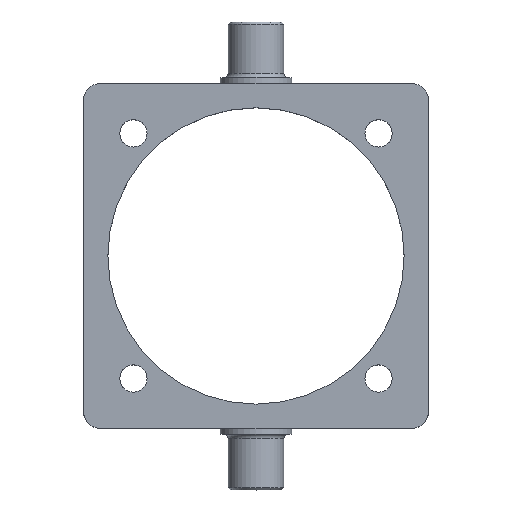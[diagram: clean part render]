
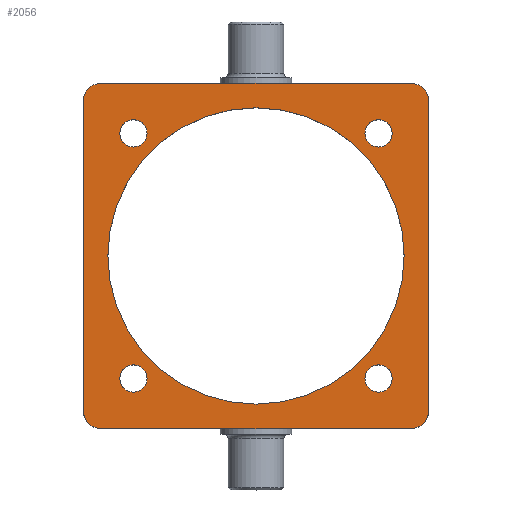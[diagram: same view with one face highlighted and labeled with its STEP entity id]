
A CAD part, top view. The second image highlights one B-rep face of the part: STEP entity #2056.
In plain terms, the highlighted planar face has unit normal (0, 0, 1).
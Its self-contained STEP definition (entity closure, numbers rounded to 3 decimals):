
#140=CARTESIAN_POINT('',(-77.5,-69.5,16.0));
#141=VERTEX_POINT('',#140);
#150=CARTESIAN_POINT('',(-77.5,69.5,16.0));
#151=VERTEX_POINT('',#150);
#152=CARTESIAN_POINT('',(-77.5,-69.5,16.0));
#153=DIRECTION('',(0.0,1.0,0.0));
#154=VECTOR('',#153,139.0);
#155=LINE('',#152,#154);
#156=EDGE_CURVE('',#141,#151,#155,.T.);
#604=CARTESIAN_POINT('',(77.5,69.5,16.0));
#605=VERTEX_POINT('',#604);
#614=CARTESIAN_POINT('',(77.5,-69.5,16.0));
#615=VERTEX_POINT('',#614);
#616=CARTESIAN_POINT('',(77.5,69.5,16.0));
#617=DIRECTION('',(0.0,-1.0,0.0));
#618=VECTOR('',#617,139.0);
#619=LINE('',#616,#618);
#620=EDGE_CURVE('',#605,#615,#619,.T.);
#1239=CARTESIAN_POINT('',(0.,77.5,16.0));
#1240=VERTEX_POINT('',#1239);
#1272=CARTESIAN_POINT('',(-69.5,77.5,16.0));
#1273=VERTEX_POINT('',#1272);
#1280=CARTESIAN_POINT('',(-69.5,77.5,16.0));
#1281=DIRECTION('',(1.0,0.0,0.0));
#1282=VECTOR('',#1281,69.5);
#1283=LINE('',#1280,#1282);
#1284=EDGE_CURVE('',#1273,#1240,#1283,.T.);
#1295=CARTESIAN_POINT('',(69.5,77.5,16.0));
#1296=VERTEX_POINT('',#1295);
#1297=CARTESIAN_POINT('',(0.,77.5,16.0));
#1298=DIRECTION('',(1.0,0.0,0.0));
#1299=VECTOR('',#1298,69.5);
#1300=LINE('',#1297,#1299);
#1301=EDGE_CURVE('',#1240,#1296,#1300,.T.);
#1328=CARTESIAN_POINT('',(0.,-77.5,16.0));
#1329=VERTEX_POINT('',#1328);
#1355=CARTESIAN_POINT('',(-69.5,-77.5,16.0));
#1356=VERTEX_POINT('',#1355);
#1357=CARTESIAN_POINT('',(0.0,-77.5,16.0));
#1358=DIRECTION('',(-1.0,0.0,0.0));
#1359=VECTOR('',#1358,69.5);
#1360=LINE('',#1357,#1359);
#1361=EDGE_CURVE('',#1329,#1356,#1360,.T.);
#1394=CARTESIAN_POINT('',(69.5,-77.5,16.0));
#1395=VERTEX_POINT('',#1394);
#1402=CARTESIAN_POINT('',(69.5,-77.5,16.0));
#1403=DIRECTION('',(-1.0,0.0,0.0));
#1404=VECTOR('',#1403,69.5);
#1405=LINE('',#1402,#1404);
#1406=EDGE_CURVE('',#1395,#1329,#1405,.T.);
#1720=CARTESIAN_POINT('',(69.5,69.5,16.0));
#1721=DIRECTION('',(0.0,0.0,-1.0));
#1722=DIRECTION('',(0.707,0.707,0.0));
#1723=AXIS2_PLACEMENT_3D('',#1720,#1721,#1722);
#1724=CIRCLE('',#1723,8.0);
#1725=EDGE_CURVE('',#1296,#605,#1724,.T.);
#1829=CARTESIAN_POINT('',(-69.5,-69.5,16.0));
#1830=DIRECTION('',(0.0,0.0,-1.));
#1831=DIRECTION('',(-0.707,-0.707,0.0));
#1832=AXIS2_PLACEMENT_3D('',#1829,#1830,#1831);
#1833=CIRCLE('',#1832,8.);
#1834=EDGE_CURVE('',#1356,#141,#1833,.T.);
#1847=CARTESIAN_POINT('',(69.5,-69.5,16.0));
#1848=DIRECTION('',(0.0,0.0,-1.));
#1849=DIRECTION('',(0.707,-0.707,0.0));
#1850=AXIS2_PLACEMENT_3D('',#1847,#1848,#1849);
#1851=CIRCLE('',#1850,8.);
#1852=EDGE_CURVE('',#615,#1395,#1851,.T.);
#1863=CARTESIAN_POINT('',(-69.5,69.5,16.0));
#1864=DIRECTION('',(0.0,0.0,-1.));
#1865=DIRECTION('',(-0.707,0.707,0.0));
#1866=AXIS2_PLACEMENT_3D('',#1863,#1864,#1865);
#1867=CIRCLE('',#1866,8.);
#1868=EDGE_CURVE('',#151,#1273,#1867,.T.);
#1884=CARTESIAN_POINT('',(66.5,0.,16.0));
#1885=VERTEX_POINT('',#1884);
#1886=CARTESIAN_POINT('',(0.0,0.0,16.0));
#1887=DIRECTION('',(0.0,0.0,-1.0));
#1888=DIRECTION('',(-1.0,0.0,0.0));
#1889=AXIS2_PLACEMENT_3D('',#1886,#1887,#1888);
#1890=CIRCLE('',#1889,66.5);
#1891=EDGE_CURVE('',#1885,#1885,#1890,.T.);
#1916=CARTESIAN_POINT('',(61.125,-55.,16.0));
#1917=VERTEX_POINT('',#1916);
#1918=CARTESIAN_POINT('',(55.,-55.,16.0));
#1919=DIRECTION('',(0.0,0.0,-1.0));
#1920=DIRECTION('',(-1.0,0.0,0.0));
#1921=AXIS2_PLACEMENT_3D('',#1918,#1919,#1920);
#1922=CIRCLE('',#1921,6.125);
#1923=EDGE_CURVE('',#1917,#1917,#1922,.T.);
#1948=CARTESIAN_POINT('',(-48.875,-55.,16.0));
#1949=VERTEX_POINT('',#1948);
#1950=CARTESIAN_POINT('',(-55.,-55.,16.0));
#1951=DIRECTION('',(0.0,0.0,-1.0));
#1952=DIRECTION('',(-1.0,0.0,0.0));
#1953=AXIS2_PLACEMENT_3D('',#1950,#1951,#1952);
#1954=CIRCLE('',#1953,6.125);
#1955=EDGE_CURVE('',#1949,#1949,#1954,.T.);
#1980=CARTESIAN_POINT('',(61.125,55.,16.0));
#1981=VERTEX_POINT('',#1980);
#1982=CARTESIAN_POINT('',(55.0,55.,16.0));
#1983=DIRECTION('',(0.0,0.0,-1.0));
#1984=DIRECTION('',(-1.0,0.0,0.0));
#1985=AXIS2_PLACEMENT_3D('',#1982,#1983,#1984);
#1986=CIRCLE('',#1985,6.125);
#1987=EDGE_CURVE('',#1981,#1981,#1986,.T.);
#2012=CARTESIAN_POINT('',(-48.875,55.0,16.0));
#2013=VERTEX_POINT('',#2012);
#2014=CARTESIAN_POINT('',(-55.0,55.0,16.0));
#2015=DIRECTION('',(0.0,0.0,-1.0));
#2016=DIRECTION('',(-1.0,0.0,0.0));
#2017=AXIS2_PLACEMENT_3D('',#2014,#2015,#2016);
#2018=CIRCLE('',#2017,6.125);
#2019=EDGE_CURVE('',#2013,#2013,#2018,.T.);
#2024=CARTESIAN_POINT('',(0.,0.,16.0));
#2025=DIRECTION('',(0.0,0.0,1.0));
#2026=DIRECTION('',(1.0,0.0,0.0));
#2027=AXIS2_PLACEMENT_3D('',#2024,#2025,#2026);
#2028=PLANE('',#2027);
#2029=ORIENTED_EDGE('',*,*,#1725,.F.);
#2030=ORIENTED_EDGE('',*,*,#1301,.F.);
#2031=ORIENTED_EDGE('',*,*,#1284,.F.);
#2032=ORIENTED_EDGE('',*,*,#1868,.F.);
#2033=ORIENTED_EDGE('',*,*,#156,.F.);
#2034=ORIENTED_EDGE('',*,*,#1834,.F.);
#2035=ORIENTED_EDGE('',*,*,#1361,.F.);
#2036=ORIENTED_EDGE('',*,*,#1406,.F.);
#2037=ORIENTED_EDGE('',*,*,#1852,.F.);
#2038=ORIENTED_EDGE('',*,*,#620,.F.);
#2039=EDGE_LOOP('',(#2029,#2030,#2031,#2032,#2033,#2034,#2035,#2036,#2037,#2038));
#2040=FACE_OUTER_BOUND('',#2039,.T.);
#2041=ORIENTED_EDGE('',*,*,#1891,.T.);
#2042=EDGE_LOOP('',(#2041));
#2043=FACE_BOUND('',#2042,.T.);
#2044=ORIENTED_EDGE('',*,*,#1923,.T.);
#2045=EDGE_LOOP('',(#2044));
#2046=FACE_BOUND('',#2045,.T.);
#2047=ORIENTED_EDGE('',*,*,#1955,.T.);
#2048=EDGE_LOOP('',(#2047));
#2049=FACE_BOUND('',#2048,.T.);
#2050=ORIENTED_EDGE('',*,*,#1987,.T.);
#2051=EDGE_LOOP('',(#2050));
#2052=FACE_BOUND('',#2051,.T.);
#2053=ORIENTED_EDGE('',*,*,#2019,.T.);
#2054=EDGE_LOOP('',(#2053));
#2055=FACE_BOUND('',#2054,.T.);
#2056=ADVANCED_FACE('',(#2040,#2043,#2046,#2049,#2052,#2055),#2028,.T.);
